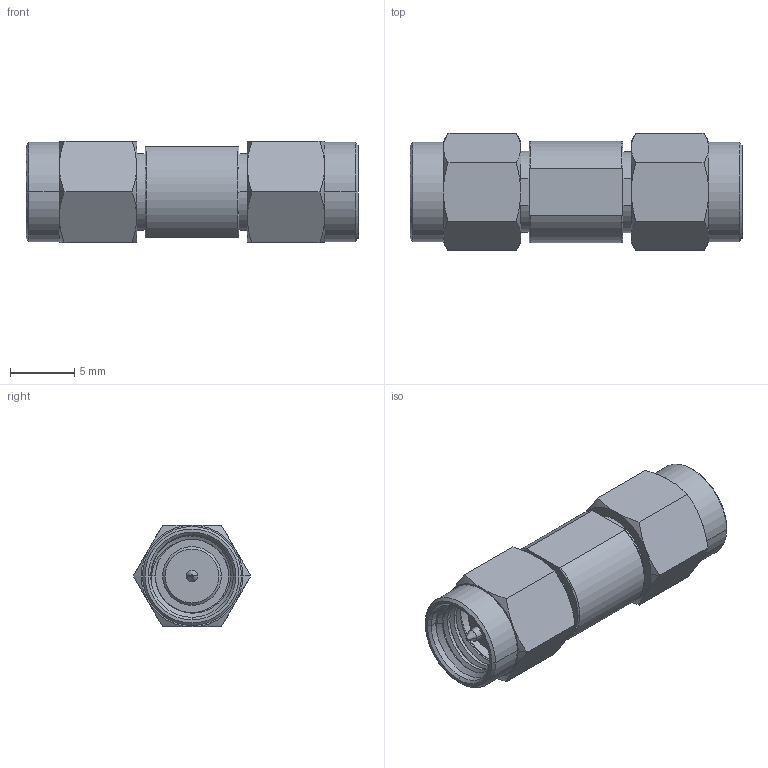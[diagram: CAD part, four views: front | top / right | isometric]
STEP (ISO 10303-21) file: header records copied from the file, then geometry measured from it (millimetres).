
FILE_DESCRIPTION (( 'STEP AP214' ), '1' );
FILE_NAME ('FMAD1611_3D.step', '2023-03-14T01:54:09', ( '' ), ( '' ), 'SwSTEP 2.0', 'SolidWorks 2022', '' );
FILE_SCHEMA (( 'AUTOMOTIVE_DESIGN' ));
Length unit declared in the file: inch
Products named in the file (3): ADS-185-3-185-3-3(2)^FMAD1611; FMAD1611_3D; ADS-PC3PC3-LC-2-BODY^FMAD1611
Assembly tree (3 placements, depth 2):
  FMAD1611_3D
    ADS-185-3-185-3-3(2)^FMAD1611
    ADS-PC3PC3-LC-2-BODY^FMAD1611  x2
Bounding box: 25.8 x 9.12 x 7.9 mm (x, y, z)
Volume: 1029.4 mm3; surface area: 1509.3 mm2
Topology: 3 solids, 3 shells, 187 faces, 439 edges, 268 vertices
Faces by surface type: cone 70, cylinder 59, plane 46, torus 6, bspline 6
Entity records: 3833 total; most frequent: CARTESIAN_POINT 1437, DIRECTION 488, ORIENTED_EDGE 478, EDGE_CURVE 239, AXIS2_PLACEMENT_3D 203, VERTEX_POINT 147, EDGE_LOOP 108, ADVANCED_FACE 101
